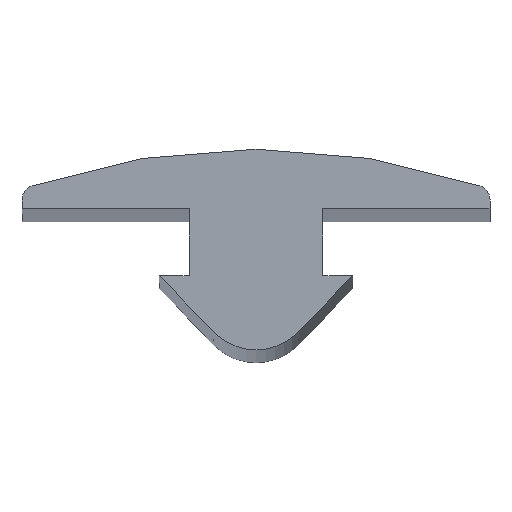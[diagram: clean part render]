
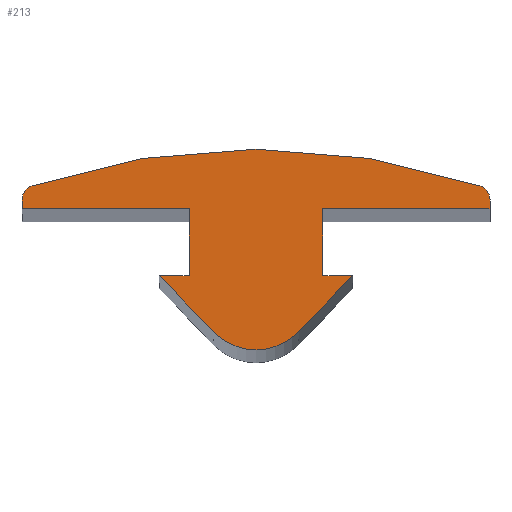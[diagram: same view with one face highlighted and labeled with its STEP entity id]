
A CAD part, top view. The second image highlights one B-rep face of the part: STEP entity #213.
In plain terms, the highlighted planar face has unit normal (0, 0, 1).
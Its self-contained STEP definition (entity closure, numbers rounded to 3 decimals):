
#2 = DIRECTION ( 'NONE',  ( 0., 0., 1. ) ) ;
#8 = CARTESIAN_POINT ( 'NONE',  ( -14.75, 0., 500. ) ) ;
#10 = DIRECTION ( 'NONE',  ( 1., 0., 0. ) ) ;
#30 = CIRCLE ( 'NONE', #540, 1. ) ;
#32 = ORIENTED_EDGE ( 'NONE', *, *, #118, .T. ) ;
#35 = DIRECTION ( 'NONE',  ( -1., 0., 0. ) ) ;
#37 = DIRECTION ( 'NONE',  ( 0.692, -0.722, 0. ) ) ;
#39 = EDGE_CURVE ( 'NONE', #306, #148, #334, .T. ) ;
#42 = AXIS2_PLACEMENT_3D ( 'NONE', #378, #2, #415 ) ;
#46 = DIRECTION ( 'NONE',  ( 0., 0., 1. ) ) ;
#51 = CIRCLE ( 'NONE', #237, 1. ) ;
#54 = CARTESIAN_POINT ( 'NONE',  ( -14.75, 0.587, 500. ) ) ;
#59 = VERTEX_POINT ( 'NONE', #164 ) ;
#63 = CARTESIAN_POINT ( 'NONE',  ( 4.5, 0.587, 500. ) ) ;
#66 = ORIENTED_EDGE ( 'NONE', *, *, #447, .T. ) ;
#73 = VECTOR ( 'NONE', #78, 1000. ) ;
#75 = ORIENTED_EDGE ( 'NONE', *, *, #319, .T. ) ;
#76 = DIRECTION ( 'NONE',  ( -1., 0., 0. ) ) ;
#78 = DIRECTION ( 'NONE',  ( 0., -1., 0. ) ) ;
#84 = EDGE_CURVE ( 'NONE', #148, #59, #156, .T. ) ;
#87 = ORIENTED_EDGE ( 'NONE', *, *, #438, .T. ) ;
#89 = CARTESIAN_POINT ( 'NONE',  ( 2.887, -8.268, 500. ) ) ;
#101 = CARTESIAN_POINT ( 'NONE',  ( -4.5, 0.587, 500. ) ) ;
#115 = EDGE_LOOP ( 'NONE', ( #231, #185, #307, #32, #75, #66, #263, #188, #87, #444, #293, #269, #374, #197 ) ) ;
#118 = EDGE_CURVE ( 'NONE', #449, #203, #268, .T. ) ;
#122 = CARTESIAN_POINT ( 'NONE',  ( 6.5, -4.5, 500. ) ) ;
#126 = CARTESIAN_POINT ( 'NONE',  ( -2.887, -8.268, 500. ) ) ;
#134 = VERTEX_POINT ( 'NONE', #122 ) ;
#137 = DIRECTION ( 'NONE',  ( 0., 1., 0. ) ) ;
#141 = VERTEX_POINT ( 'NONE', #126 ) ;
#142 = EDGE_CURVE ( 'NONE', #134, #306, #493, .T. ) ;
#148 = VERTEX_POINT ( 'NONE', #532 ) ;
#152 = LINE ( 'NONE', #153, #477 ) ;
#153 = CARTESIAN_POINT ( 'NONE',  ( 2.887, -8.268, 500. ) ) ;
#156 = LINE ( 'NONE', #533, #184 ) ;
#164 = CARTESIAN_POINT ( 'NONE',  ( 15.75, 0., 500. ) ) ;
#175 = CARTESIAN_POINT ( 'NONE',  ( 15.75, 0.587, 500. ) ) ;
#183 = VECTOR ( 'NONE', #37, 1000. ) ;
#184 = VECTOR ( 'NONE', #487, 1000. ) ;
#185 = ORIENTED_EDGE ( 'NONE', *, *, #443, .F. ) ;
#188 = ORIENTED_EDGE ( 'NONE', *, *, #208, .T. ) ;
#197 = ORIENTED_EDGE ( 'NONE', *, *, #325, .T. ) ;
#198 = CARTESIAN_POINT ( 'NONE',  ( -14.75, -4.5, 500. ) ) ;
#202 = LINE ( 'NONE', #246, #183 ) ;
#203 = VERTEX_POINT ( 'NONE', #287 ) ;
#208 = EDGE_CURVE ( 'NONE', #515, #141, #202, .T. ) ;
#213 = ADVANCED_FACE ( 'NONE', ( #391 ), #499, .T. ) ;
#214 = CARTESIAN_POINT ( 'NONE',  ( -14.75, -4.5, 500. ) ) ;
#216 = DIRECTION ( 'NONE',  ( -1., 0., 0. ) ) ;
#219 = AXIS2_PLACEMENT_3D ( 'NONE', #229, #266, #357 ) ;
#223 = CIRCLE ( 'NONE', #219, 4. ) ;
#226 = CARTESIAN_POINT ( 'NONE',  ( -15.75, 0.587, 500. ) ) ;
#229 = CARTESIAN_POINT ( 'NONE',  ( 0., -5.5, 500. ) ) ;
#231 = ORIENTED_EDGE ( 'NONE', *, *, #525, .F. ) ;
#232 = DIRECTION ( 'NONE',  ( 0.692, 0.722, 0. ) ) ;
#237 = AXIS2_PLACEMENT_3D ( 'NONE', #54, #46, #216 ) ;
#246 = CARTESIAN_POINT ( 'NONE',  ( -6.5, -4.5, 500. ) ) ;
#247 = EDGE_CURVE ( 'NONE', #341, #515, #372, .T. ) ;
#263 = ORIENTED_EDGE ( 'NONE', *, *, #247, .T. ) ;
#266 = DIRECTION ( 'NONE',  ( 0., 0., 1. ) ) ;
#268 = LINE ( 'NONE', #324, #73 ) ;
#269 = ORIENTED_EDGE ( 'NONE', *, *, #39, .T. ) ;
#273 = DIRECTION ( 'NONE',  ( 0., 0., -1. ) ) ;
#275 = VECTOR ( 'NONE', #10, 1000. ) ;
#287 = CARTESIAN_POINT ( 'NONE',  ( -15.75, 0., 500. ) ) ;
#293 = ORIENTED_EDGE ( 'NONE', *, *, #142, .T. ) ;
#305 = CARTESIAN_POINT ( 'NONE',  ( 15.069, 1.535, 500. ) ) ;
#306 = VERTEX_POINT ( 'NONE', #453 ) ;
#307 = ORIENTED_EDGE ( 'NONE', *, *, #308, .T. ) ;
#308 = EDGE_CURVE ( 'NONE', #514, #449, #51, .T. ) ;
#317 = DIRECTION ( 'NONE',  ( -1., 0., 0. ) ) ;
#319 = EDGE_CURVE ( 'NONE', #203, #459, #535, .T. ) ;
#324 = CARTESIAN_POINT ( 'NONE',  ( -15.75, 0.587, 500. ) ) ;
#325 = EDGE_CURVE ( 'NONE', #59, #328, #424, .T. ) ;
#328 = VERTEX_POINT ( 'NONE', #175 ) ;
#333 = CIRCLE ( 'NONE', #402, 47.288 ) ;
#334 = LINE ( 'NONE', #63, #529 ) ;
#341 = VERTEX_POINT ( 'NONE', #384 ) ;
#346 = LINE ( 'NONE', #101, #478 ) ;
#351 = CARTESIAN_POINT ( 'NONE',  ( 0., -43.288, 500. ) ) ;
#352 = DIRECTION ( 'NONE',  ( 0., 0., -1. ) ) ;
#353 = VECTOR ( 'NONE', #76, 1000. ) ;
#357 = DIRECTION ( 'NONE',  ( -1., 0., 0. ) ) ;
#365 = CARTESIAN_POINT ( 'NONE',  ( 14.75, 0.587, 500. ) ) ;
#372 = LINE ( 'NONE', #214, #417 ) ;
#374 = ORIENTED_EDGE ( 'NONE', *, *, #84, .T. ) ;
#378 = CARTESIAN_POINT ( 'NONE',  ( -14.75, 0.587, 500. ) ) ;
#379 = VERTEX_POINT ( 'NONE', #89 ) ;
#384 = CARTESIAN_POINT ( 'NONE',  ( -4.5, -4.5, 500. ) ) ;
#391 = FACE_OUTER_BOUND ( 'NONE', #115, .T. ) ;
#401 = DIRECTION ( 'NONE',  ( 0., 1., 0. ) ) ;
#402 = AXIS2_PLACEMENT_3D ( 'NONE', #351, #352, #435 ) ;
#404 = VECTOR ( 'NONE', #137, 1000. ) ;
#415 = DIRECTION ( 'NONE',  ( 1., 0., 0. ) ) ;
#417 = VECTOR ( 'NONE', #35, 1000. ) ;
#424 = LINE ( 'NONE', #510, #404 ) ;
#431 = DIRECTION ( 'NONE',  ( 0., -1., 0. ) ) ;
#435 = DIRECTION ( 'NONE',  ( -1., 0., 0. ) ) ;
#438 = EDGE_CURVE ( 'NONE', #141, #379, #223, .T. ) ;
#443 = EDGE_CURVE ( 'NONE', #514, #458, #333, .T. ) ;
#444 = ORIENTED_EDGE ( 'NONE', *, *, #511, .T. ) ;
#447 = EDGE_CURVE ( 'NONE', #459, #341, #346, .T. ) ;
#449 = VERTEX_POINT ( 'NONE', #226 ) ;
#453 = CARTESIAN_POINT ( 'NONE',  ( 4.5, -4.5, 500. ) ) ;
#458 = VERTEX_POINT ( 'NONE', #305 ) ;
#459 = VERTEX_POINT ( 'NONE', #517 ) ;
#476 = CARTESIAN_POINT ( 'NONE',  ( -6.5, -4.5, 500. ) ) ;
#477 = VECTOR ( 'NONE', #232, 1000. ) ;
#478 = VECTOR ( 'NONE', #431, 1000. ) ;
#487 = DIRECTION ( 'NONE',  ( 1., 0., 0. ) ) ;
#493 = LINE ( 'NONE', #198, #353 ) ;
#499 = PLANE ( 'NONE',  #42 ) ;
#510 = CARTESIAN_POINT ( 'NONE',  ( 15.75, 0.587, 500. ) ) ;
#511 = EDGE_CURVE ( 'NONE', #379, #134, #152, .T. ) ;
#514 = VERTEX_POINT ( 'NONE', #524 ) ;
#515 = VERTEX_POINT ( 'NONE', #476 ) ;
#517 = CARTESIAN_POINT ( 'NONE',  ( -4.5, 0., 500. ) ) ;
#524 = CARTESIAN_POINT ( 'NONE',  ( -15.069, 1.535, 500. ) ) ;
#525 = EDGE_CURVE ( 'NONE', #458, #328, #30, .T. ) ;
#529 = VECTOR ( 'NONE', #401, 1000. ) ;
#532 = CARTESIAN_POINT ( 'NONE',  ( 4.5, 0., 500. ) ) ;
#533 = CARTESIAN_POINT ( 'NONE',  ( -14.75, 0., 500. ) ) ;
#535 = LINE ( 'NONE', #8, #275 ) ;
#540 = AXIS2_PLACEMENT_3D ( 'NONE', #365, #273, #317 ) ;
